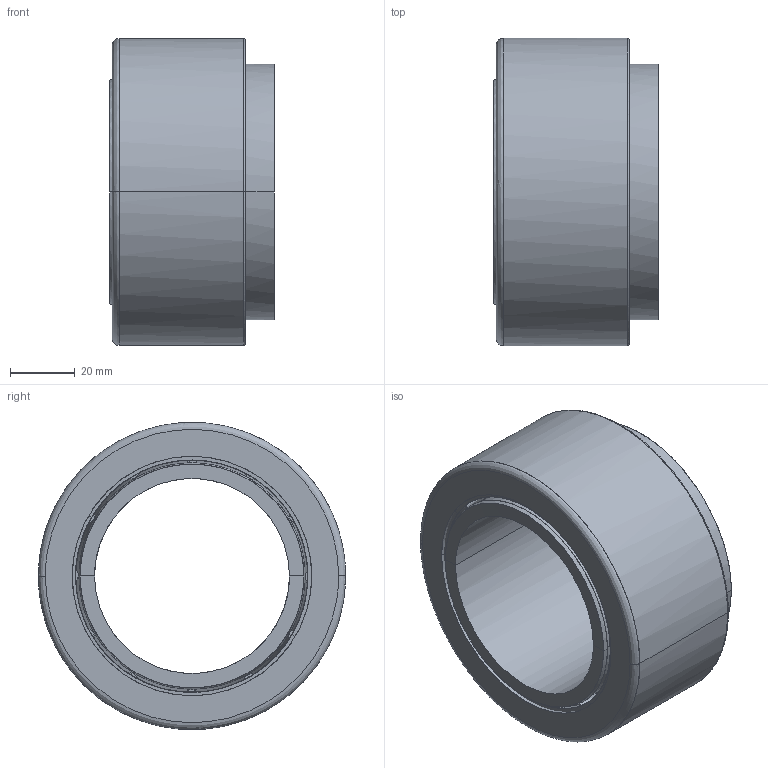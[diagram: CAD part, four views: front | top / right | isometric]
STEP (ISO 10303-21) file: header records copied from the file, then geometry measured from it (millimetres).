
FILE_DESCRIPTION(('FreeCAD Model'),'2;1');
FILE_NAME('Open CASCADE Shape Model','2025-05-04T21:20:39',('FreeCAD'),( 'FreeCAD'),'Open CASCADE STEP processor 7.6','FreeCAD','Unknown');
FILE_SCHEMA(('AUTOMOTIVE_DESIGN { 1 0 10303 214 1 1 1 1 }'));
Length unit declared in the file: millimetre
Products named in the file (1): Open CASCADE STEP translator 7.6 1
Bounding box: 50.78 x 94.58 x 94.49 mm (x, y, z)
Surface area: 242024.3 mm2 (no closed solid volume)
Topology: 0 solids, 196 shells, 196 faces, 712 edges, 712 vertices
Faces by surface type: bspline 196
Entity records: 9774 total; most frequent: CARTESIAN_POINT 6107, ORIENTED_EDGE 712, EDGE_CURVE 712, VERTEX_POINT 712, B_SPLINE_CURVE_WITH_KNOTS 440, FACE_BOUND 204, EDGE_LOOP 204, SHELL_BASED_SURFACE_MODEL 196
